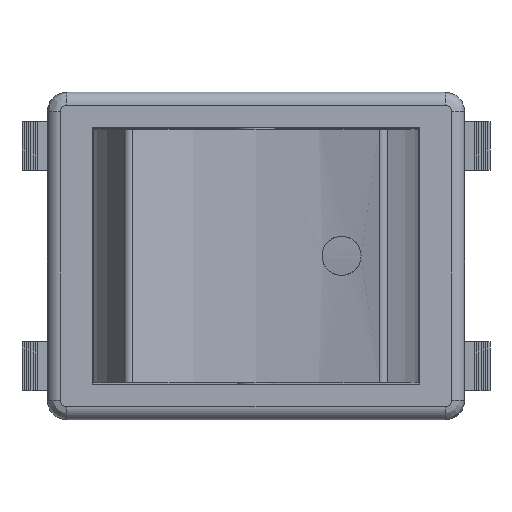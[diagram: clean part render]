
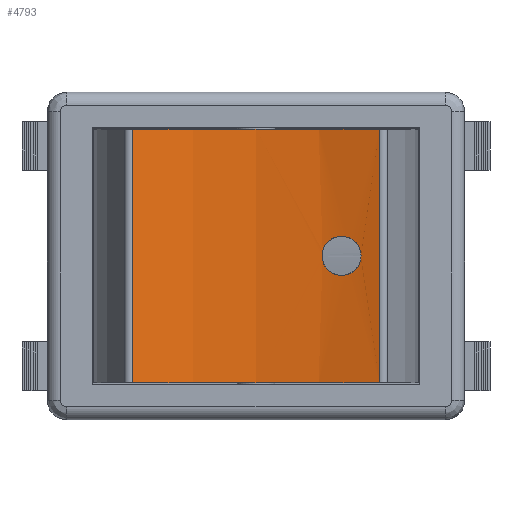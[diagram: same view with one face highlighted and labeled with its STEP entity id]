
A CAD part, top view. The second image highlights one B-rep face of the part: STEP entity #4793.
In plain terms, the highlighted cylindrical face has radius 28.263 mm (diameter 56.525 mm), a partial arc.
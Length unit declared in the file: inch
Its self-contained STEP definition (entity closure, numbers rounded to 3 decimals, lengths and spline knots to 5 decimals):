
#3386=CARTESIAN_POINT('',(-0.374,-0.38386,0.92576));
#3387=VERTEX_POINT('',#3386);
#3395=CARTESIAN_POINT('',(-0.374,0.38386,0.92576));
#3396=VERTEX_POINT('',#3395);
#3397=CARTESIAN_POINT('',(-0.374,-0.38386,0.92576));
#3398=DIRECTION('',(0.0,1.0,0.0));
#3399=VECTOR('',#3398,0.76772);
#3400=LINE('',#3397,#3399);
#3401=EDGE_CURVE('',#3387,#3396,#3400,.T.);
#3460=CARTESIAN_POINT('',(0.374,0.38386,0.92576));
#3461=VERTEX_POINT('',#3460);
#3462=CARTESIAN_POINT('',(0.,0.38386,1.97373));
#3463=DIRECTION('',(0.0,1.0,0.0));
#3464=DIRECTION('',(0.351,0.0,0.936));
#3465=AXIS2_PLACEMENT_3D('',#3462,#3463,#3464);
#3466=CIRCLE('',#3465,1.1127);
#3467=EDGE_CURVE('',#3461,#3396,#3466,.T.);
#3538=CARTESIAN_POINT('',(0.374,-0.38386,0.92576));
#3539=VERTEX_POINT('',#3538);
#3556=CARTESIAN_POINT('',(0.374,0.38386,0.92576));
#3557=DIRECTION('',(0.0,-1.0,0.0));
#3558=VECTOR('',#3557,0.76772);
#3559=LINE('',#3556,#3558);
#3560=EDGE_CURVE('',#3461,#3539,#3559,.T.);
#3595=CARTESIAN_POINT('',(0.31812,0.0,0.90788));
#3596=VERTEX_POINT('',#3595);
#3642=CARTESIAN_POINT('',(0.31812,0.0,0.90747));
#3643=CARTESIAN_POINT('',(0.31812,-0.00741,0.90747));
#3644=CARTESIAN_POINT('',(0.31664,-0.01529,0.90702));
#3645=CARTESIAN_POINT('',(0.31068,-0.02973,0.90527));
#3646=CARTESIAN_POINT('',(0.30621,-0.0363,0.90397));
#3647=CARTESIAN_POINT('',(0.29581,-0.04684,0.90105));
#3648=CARTESIAN_POINT('',(0.28913,-0.05145,0.89922));
#3649=CARTESIAN_POINT('',(0.27448,-0.05756,0.89538));
#3650=CARTESIAN_POINT('',(0.26653,-0.05906,0.89339));
#3651=CARTESIAN_POINT('',(0.25167,-0.05906,0.88983));
#3652=CARTESIAN_POINT('',(0.24376,-0.05758,0.88803));
#3653=CARTESIAN_POINT('',(0.22913,-0.05152,0.88485));
#3654=CARTESIAN_POINT('',(0.22243,-0.04693,0.88347));
#3655=CARTESIAN_POINT('',(0.21197,-0.03638,0.88139));
#3656=CARTESIAN_POINT('',(0.20747,-0.02978,0.88053));
#3657=CARTESIAN_POINT('',(0.20149,-0.01529,0.87941));
#3658=CARTESIAN_POINT('',(0.20001,-0.0074,0.87915));
#3659=CARTESIAN_POINT('',(0.20001,0.0074,0.87915));
#3660=CARTESIAN_POINT('',(0.20149,0.01529,0.87941));
#3661=CARTESIAN_POINT('',(0.20747,0.02978,0.88053));
#3662=CARTESIAN_POINT('',(0.21197,0.03638,0.88139));
#3663=CARTESIAN_POINT('',(0.22243,0.04693,0.88347));
#3664=CARTESIAN_POINT('',(0.22913,0.05152,0.88485));
#3665=CARTESIAN_POINT('',(0.24376,0.05758,0.88803));
#3666=CARTESIAN_POINT('',(0.25167,0.05906,0.88983));
#3667=CARTESIAN_POINT('',(0.26653,0.05906,0.89339));
#3668=CARTESIAN_POINT('',(0.27448,0.05756,0.89538));
#3669=CARTESIAN_POINT('',(0.28913,0.05145,0.89922));
#3670=CARTESIAN_POINT('',(0.29581,0.04684,0.90105));
#3671=CARTESIAN_POINT('',(0.30621,0.0363,0.90397));
#3672=CARTESIAN_POINT('',(0.31068,0.02973,0.90527));
#3673=CARTESIAN_POINT('',(0.31664,0.01529,0.90702));
#3674=CARTESIAN_POINT('',(0.31812,0.00741,0.90747));
#3675=CARTESIAN_POINT('',(0.31812,0.0,0.90747));
#3676=B_SPLINE_CURVE_WITH_KNOTS('',3,(#3642,#3643,#3644,#3645,#3646,#3647,#3648,#3649,#3650,#3651,#3652,#3653,#3654,#3655,#3656,#3657,#3658,#3659,#3660,#3661,#3662,#3663,#3664,#3665,#3666,#3667,#3668,#3669,#3670,#3671,#3672,#3673,#3674,#3675),.UNSPECIFIED.,.T.,.U.,(4,2,2,2,2,2,2,2,2,2,2,2,2,2,2,2,4),(-0.36107,-0.33883,-0.3166,-0.29357,-0.27054,-0.24774,-0.22495,-0.20274,-0.18053,-0.15833,-0.13612,-0.11332,-0.09052,-0.06749,-0.04446,-0.02223,0.0),.UNSPECIFIED.);
#3677=EDGE_CURVE('',#3596,#3596,#3676,.T.);
#4773=CARTESIAN_POINT('',(0.,0.42224,1.97373));
#4774=DIRECTION('',(0.0,-1.0,0.0));
#4775=DIRECTION('',(0.351,0.0,0.936));
#4776=AXIS2_PLACEMENT_3D('',#4773,#4774,#4775);
#4777=CYLINDRICAL_SURFACE('',#4776,1.1127);
#4778=ORIENTED_EDGE('',*,*,#3401,.F.);
#4779=CARTESIAN_POINT('',(0.,-0.38386,1.97373));
#4780=DIRECTION('',(0.0,-1.0,0.0));
#4781=DIRECTION('',(0.351,0.0,0.936));
#4782=AXIS2_PLACEMENT_3D('',#4779,#4780,#4781);
#4783=CIRCLE('',#4782,1.1127);
#4784=EDGE_CURVE('',#3387,#3539,#4783,.T.);
#4785=ORIENTED_EDGE('',*,*,#4784,.T.);
#4786=ORIENTED_EDGE('',*,*,#3560,.F.);
#4787=ORIENTED_EDGE('',*,*,#3467,.T.);
#4788=EDGE_LOOP('',(#4778,#4785,#4786,#4787));
#4789=FACE_OUTER_BOUND('',#4788,.T.);
#4790=ORIENTED_EDGE('',*,*,#3677,.T.);
#4791=EDGE_LOOP('',(#4790));
#4792=FACE_BOUND('',#4791,.T.);
#4793=ADVANCED_FACE('',(#4789,#4792),#4777,.F.);
